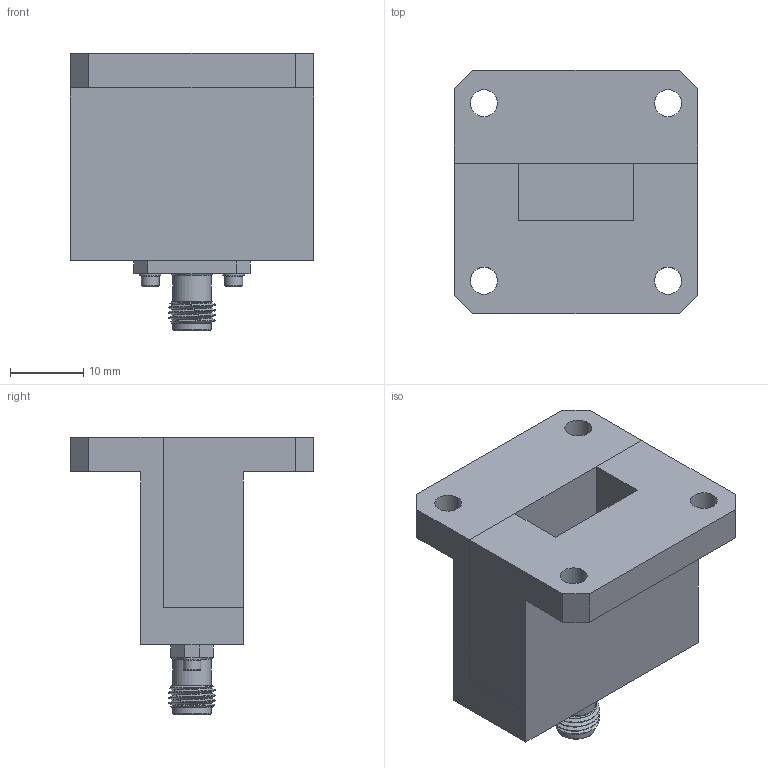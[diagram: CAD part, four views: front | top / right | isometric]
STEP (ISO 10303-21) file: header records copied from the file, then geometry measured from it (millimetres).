
FILE_DESCRIPTION (( 'STEP AP203' ), '1' );
FILE_NAME ('FMWCA9846_3D.step', '2022-03-16T21:14:08', ( '' ), ( '' ), 'SwSTEP 2.0', 'SolidWorks 2021', '' );
FILE_SCHEMA (( 'CONFIG_CONTROL_DESIGN' ));
Length unit declared in the file: inch
Products named in the file (1): FMWCA9846_3D
Bounding box: 33.35 x 33.35 x 37.97 mm (x, y, z)
Volume: 13438.7 mm3; surface area: 6768.5 mm2
Topology: 1 solids, 4 shells, 179 faces, 435 edges, 282 vertices
Faces by surface type: plane 102, cone 39, cylinder 30, bspline 7, torus 1
Full cylindrical faces by diameter (mm): 1.016 x1, 1.27 x2, 1.524 x6, 1.854 x2, 2.438 x2, 2.946 x2, 3.708 x4, 3.81 x2, 4.521 x1, 5.08 x1, 5.334 x2
Entity records: 7780 total; most frequent: CARTESIAN_POINT 3989, ORIENTED_EDGE 742, DIRECTION 716, EDGE_CURVE 371, AXIS2_PLACEMENT_3D 268, VERTEX_POINT 255, EDGE_LOOP 236, FACE_OUTER_BOUND 195
